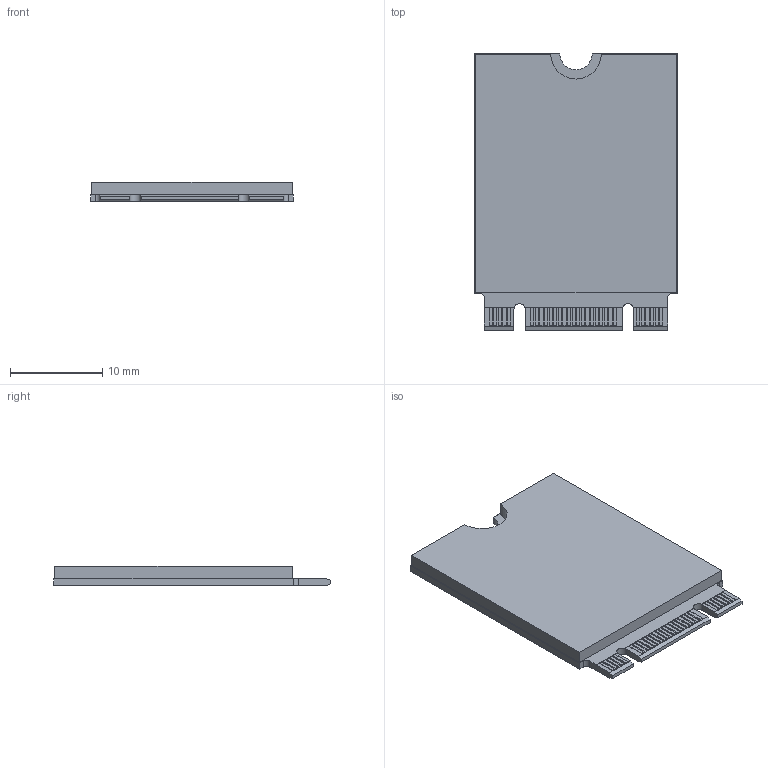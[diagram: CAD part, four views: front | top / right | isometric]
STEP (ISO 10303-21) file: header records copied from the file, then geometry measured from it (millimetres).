
FILE_DESCRIPTION(('FreeCAD Model'),'2;1');
FILE_NAME('Open CASCADE Shape Model','2022-05-21T23:44:34',('Author'),( ''),'Open CASCADE STEP processor 7.5','FreeCAD','Unknown');
FILE_SCHEMA(('AUTOMOTIVE_DESIGN { 1 0 10303 214 1 1 1 1 }'));
Length unit declared in the file: millimetre
Products named in the file (61): m_dot_2; difference006; difference007; difference008; difference009; difference010; difference011; difference012; difference013; difference014; difference015; difference016; difference017; difference018; difference019; difference020; difference021; difference022; difference023; difference024; difference025; difference026; difference027; difference028; difference029; difference030; difference031; difference032; difference033; difference034; difference035; difference036; difference037; difference038; difference039; difference040; difference041; difference042; difference043; difference044 ...
Assembly tree (60 placements, depth 2):
  m_dot_2
    difference006
    difference007
    difference008
    difference009
    difference010
    difference011
    difference012
    difference013
    difference014
    difference015
    difference016
    difference017
    difference018
    difference019
    difference020
    difference021
    difference022
    difference023
    difference024
    difference025
    difference026
    difference027
    difference028
    difference029
    difference030
    difference031
    difference032
    difference033
    difference034
    difference035
    difference036
    difference037
    difference038
    difference039
    difference040
    difference041
    difference042
    difference043
    difference044
    difference045
    difference046
    difference047
    difference048
    difference049
    difference050
    difference051
    difference052
    difference053
    difference054
    difference055
    difference056
    difference057
    difference058
    difference059
    difference060
    difference061
    difference062
    difference063
    difference064
Bounding box: 22 x 30 x 2.13 mm (x, y, z)
Volume: 1242 mm3; surface area: 1592.8 mm2
Topology: 60 solids, 60 shells, 430 faces, 921 edges, 611 vertices
Faces by surface type: plane 420, cylinder 10
Entity records: 26596 total; most frequent: CARTESIAN_POINT 4574, DIRECTION 3085, LINE 2021, VECTOR 2021, ORIENTED_EDGE 1842, PCURVE 1842, DEFINITIONAL_REPRESENTATION 1842, EDGE_CURVE 921
